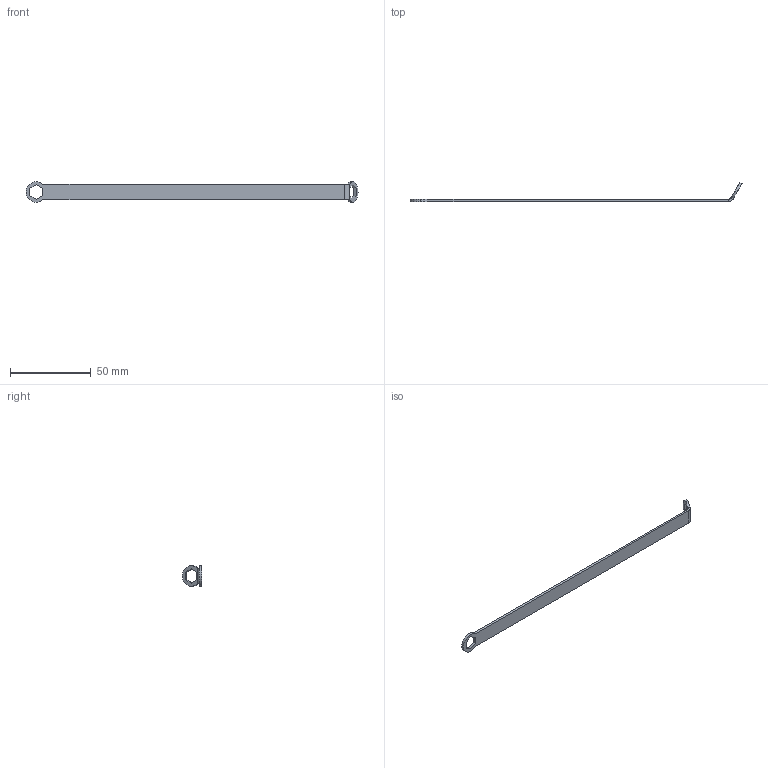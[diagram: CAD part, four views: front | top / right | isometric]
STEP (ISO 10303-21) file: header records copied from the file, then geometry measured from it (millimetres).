
FILE_DESCRIPTION (( 'STEP AP214' ), '1' );
FILE_NAME ('Wrench 0.3125in (7.9mm).step', '2017-10-17T01:31:54', ( '' ), ( '' ), 'SwSTEP 2.0', 'SolidWorks 2017', '' );
FILE_SCHEMA (( 'AUTOMOTIVE_DESIGN' ));
Length unit declared in the file: millimetre
Products named in the file (1): Wrench 0.3125in (7.9mm)
Bounding box: 206.2 x 11.9 x 12.7 mm (x, y, z)
Volume: 2915.9 mm3; surface area: 4629 mm2
Topology: 1 solids, 1 shells, 30 faces, 76 edges, 48 vertices
Faces by surface type: plane 22, cylinder 8
Entity records: 934 total; most frequent: CARTESIAN_POINT 155, DIRECTION 154, ORIENTED_EDGE 152, EDGE_CURVE 76, VECTOR 60, LINE 60, VERTEX_POINT 48, AXIS2_PLACEMENT_3D 47
